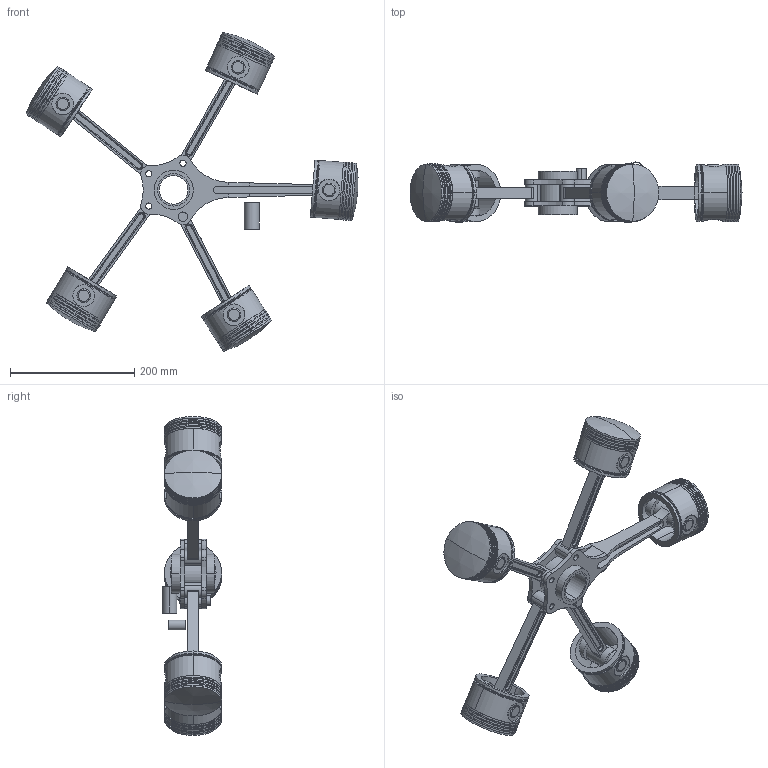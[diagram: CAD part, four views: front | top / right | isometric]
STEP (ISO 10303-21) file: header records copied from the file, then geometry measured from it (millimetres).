
FILE_DESCRIPTION (( 'STEP AP214' ), '1' );
FILE_NAME ('STP.STEP', '2024-10-15T18:18:16', ( '' ), ( '' ), 'SwSTEP 2.0', 'SolidWorks 2023', '' );
FILE_SCHEMA (( 'AUTOMOTIVE_DESIGN' ));
Length unit declared in the file: millimetre
Products named in the file (13): Rod Bush Lower Scale; STP; Articulated Rod; Rod Bush Upper Scale; Piston; Master Rod; Master Rod Bearing; Link Pin; Assem; Assem_2; Piston Ring; Piston Pin; Piston Pin Plug
Assembly tree (29 placements, depth 3):
  STP
    Assem
      Master Rod
      Link Pin
      Master Rod Bearing
      Piston
      Piston Pin
      Piston Pin Plug  x2
      Piston Ring  x4
      Rod Bush Lower Scale
      Rod Bush Upper Scale
    Assem_2  x4
      Articulated Rod
      Piston
      Piston Pin
      Piston Ring
      Piston Pin Plug
      Rod Bush Lower Scale
      Rod Bush Upper Scale
Bounding box: 533.93 x 96.45 x 513.06 mm (x, y, z)
Volume: 1707932.4 mm3; surface area: 707187.7 mm2
Topology: 57 solids, 57 shells, 2712 faces, 7031 edges, 4645 vertices
Faces by surface type: bspline 1508, cylinder 607, plane 495, torus 92, sphere 10
Entity records: 33530 total; most frequent: CARTESIAN_POINT 18827, ORIENTED_EDGE 3516, DIRECTION 1946, EDGE_CURVE 1758, VERTEX_POINT 1161, B_SPLINE_CURVE_WITH_KNOTS 762, EDGE_LOOP 753, FACE_OUTER_BOUND 667
